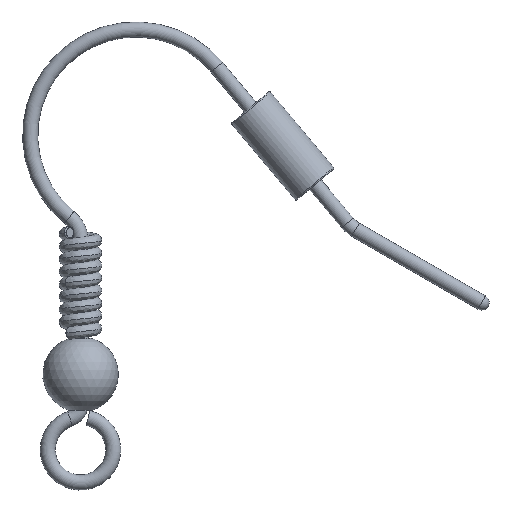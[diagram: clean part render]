
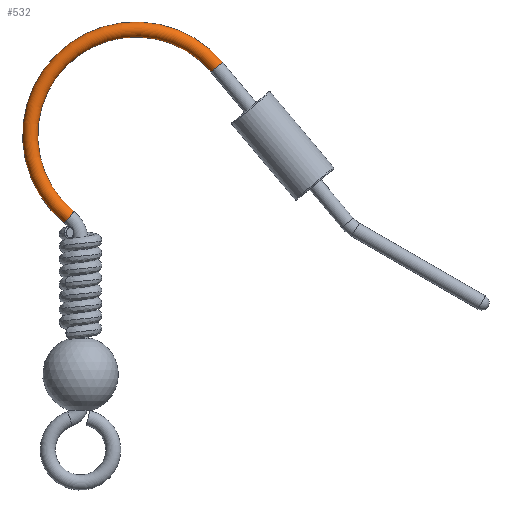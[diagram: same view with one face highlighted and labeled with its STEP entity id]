
A CAD part, top view. The second image highlights one B-rep face of the part: STEP entity #532.
In plain terms, the highlighted toroidal (fillet/blend) face has major radius 4.2 mm and minor radius 0.3 mm.
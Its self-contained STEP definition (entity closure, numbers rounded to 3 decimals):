
#73=TOROIDAL_SURFACE('',#690,4.2,0.3);
#89=FACE_OUTER_BOUND('',#121,.T.);
#121=EDGE_LOOP('',(#380,#381,#382,#383,#384,#385));
#170=CIRCLE('',#688,0.3);
#171=CIRCLE('',#689,0.3);
#172=CIRCLE('',#691,0.3);
#173=CIRCLE('',#692,0.3);
#174=CIRCLE('',#693,3.9);
#230=VERTEX_POINT('',#983);
#231=VERTEX_POINT('',#984);
#232=VERTEX_POINT('',#989);
#233=VERTEX_POINT('',#990);
#287=EDGE_CURVE('',#230,#231,#170,.T.);
#288=EDGE_CURVE('',#231,#230,#171,.T.);
#290=EDGE_CURVE('',#232,#233,#172,.T.);
#291=EDGE_CURVE('',#233,#232,#173,.T.);
#292=EDGE_CURVE('',#233,#230,#174,.T.);
#380=ORIENTED_EDGE('',*,*,#290,.F.);
#381=ORIENTED_EDGE('',*,*,#291,.F.);
#382=ORIENTED_EDGE('',*,*,#292,.T.);
#383=ORIENTED_EDGE('',*,*,#287,.T.);
#384=ORIENTED_EDGE('',*,*,#288,.T.);
#385=ORIENTED_EDGE('',*,*,#292,.F.);
#532=ADVANCED_FACE('',(#89),#73,.T.);
#688=AXIS2_PLACEMENT_3D('',#985,#796,#797);
#689=AXIS2_PLACEMENT_3D('',#986,#798,#799);
#690=AXIS2_PLACEMENT_3D('',#988,#801,#802);
#691=AXIS2_PLACEMENT_3D('',#991,#803,#804);
#692=AXIS2_PLACEMENT_3D('',#992,#805,#806);
#693=AXIS2_PLACEMENT_3D('',#993,#807,#808);
#796=DIRECTION('center_axis',(-0.643,0.766,0.));
#797=DIRECTION('ref_axis',(-0.766,-0.643,0.));
#798=DIRECTION('center_axis',(-0.643,0.766,0.));
#799=DIRECTION('ref_axis',(-0.766,-0.643,0.));
#801=DIRECTION('center_axis',(0.,0.,1.));
#802=DIRECTION('ref_axis',(-0.766,-0.643,0.));
#803=DIRECTION('center_axis',(0.777,-0.63,0.));
#804=DIRECTION('ref_axis',(-0.63,-0.777,0.));
#805=DIRECTION('center_axis',(0.777,-0.63,0.));
#806=DIRECTION('ref_axis',(-0.63,-0.777,0.));
#807=DIRECTION('center_axis',(0.,0.,-1.));
#808=DIRECTION('ref_axis',(-0.766,-0.643,0.));
#983=CARTESIAN_POINT('',(5.188,15.007,0.));
#984=CARTESIAN_POINT('',(5.647,15.393,0.));
#985=CARTESIAN_POINT('Origin',(5.417,15.2,0.));
#986=CARTESIAN_POINT('Origin',(5.417,15.2,0.));
#988=CARTESIAN_POINT('Origin',(2.2,12.5,0.));
#989=CARTESIAN_POINT('',(-0.633,9.004,0.));
#990=CARTESIAN_POINT('',(-0.256,9.47,0.));
#991=CARTESIAN_POINT('Origin',(-0.444,9.237,0.));
#992=CARTESIAN_POINT('Origin',(-0.444,9.237,0.));
#993=CARTESIAN_POINT('Origin',(2.2,12.5,0.));
